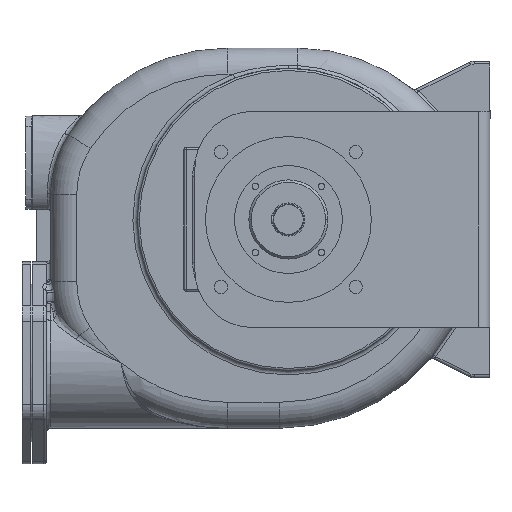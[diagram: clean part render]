
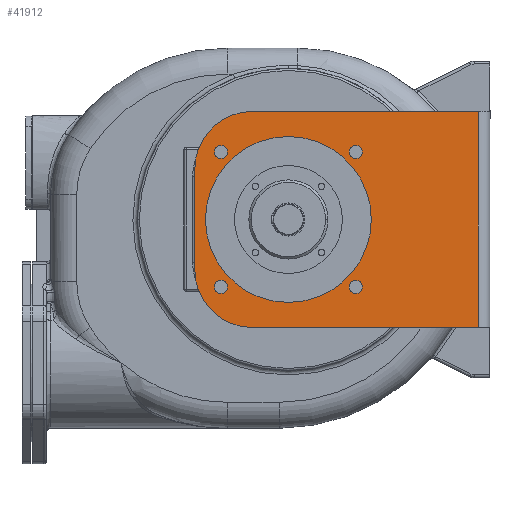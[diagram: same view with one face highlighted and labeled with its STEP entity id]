
A CAD part, left-side view. The second image highlights one B-rep face of the part: STEP entity #41912.
In plain terms, the highlighted planar face has unit normal (-1, 0, 0).
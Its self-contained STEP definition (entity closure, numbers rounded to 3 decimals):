
#15281=DIRECTION('',(0.,0.,1.));
#15282=VECTOR('',#15281,300.);
#15283=CARTESIAN_POINT('',(-552.,16.,-150.));
#15284=LINE('',#15283,#15282);
#15460=CARTESIAN_POINT('',(-552.,330.,-70.));
#15461=DIRECTION('',(1.,0.,0.));
#15462=DIRECTION('',(0.,0.,-1.));
#15463=AXIS2_PLACEMENT_3D('',#15460,#15461,#15462);
#15465=DIRECTION('',(0.,0.,1.));
#15466=VECTOR('',#15465,140.);
#15467=CARTESIAN_POINT('',(-552.,410.,-70.));
#15468=LINE('',#15467,#15466);
#15469=CARTESIAN_POINT('',(-552.,330.,70.));
#15470=DIRECTION('',(1.,0.,0.));
#15471=DIRECTION('',(0.,1.,0.));
#15472=AXIS2_PLACEMENT_3D('',#15469,#15470,#15471);
#15474=DIRECTION('',(0.,-1.,0.));
#15475=VECTOR('',#15474,314.);
#15476=CARTESIAN_POINT('',(-552.,330.,150.));
#15477=LINE('',#15476,#15475);
#15478=DIRECTION('',(0.,1.,0.));
#15479=VECTOR('',#15478,314.);
#15480=CARTESIAN_POINT('',(-552.,16.,-150.));
#15481=LINE('',#15480,#15479);
#15482=CARTESIAN_POINT('',(-552.,280.,0.));
#15483=DIRECTION('',(-1.,0.,0.));
#15484=DIRECTION('',(0.,-1.,0.));
#15485=AXIS2_PLACEMENT_3D('',#15482,#15483,#15484);
#15487=CARTESIAN_POINT('',(-552.,280.,0.));
#15488=DIRECTION('',(-1.,0.,0.));
#15489=DIRECTION('',(0.,1.,0.));
#15490=AXIS2_PLACEMENT_3D('',#15487,#15488,#15489);
#15492=CARTESIAN_POINT('',(-552.,373.692,-93.692));
#15493=DIRECTION('',(-1.,0.,0.));
#15494=DIRECTION('',(0.,-1.,0.));
#15495=AXIS2_PLACEMENT_3D('',#15492,#15493,#15494);
#15497=CARTESIAN_POINT('',(-552.,373.692,-93.692));
#15498=DIRECTION('',(-1.,0.,0.));
#15499=DIRECTION('',(0.,1.,0.));
#15500=AXIS2_PLACEMENT_3D('',#15497,#15498,#15499);
#15502=CARTESIAN_POINT('',(-552.,186.308,-93.692));
#15503=DIRECTION('',(-1.,0.,0.));
#15504=DIRECTION('',(0.,0.,1.));
#15505=AXIS2_PLACEMENT_3D('',#15502,#15503,#15504);
#15507=CARTESIAN_POINT('',(-552.,186.308,-93.692));
#15508=DIRECTION('',(-1.,0.,0.));
#15509=DIRECTION('',(0.,0.,-1.));
#15510=AXIS2_PLACEMENT_3D('',#15507,#15508,#15509);
#15512=CARTESIAN_POINT('',(-552.,186.308,93.692));
#15513=DIRECTION('',(-1.,0.,0.));
#15514=DIRECTION('',(0.,1.,0.));
#15515=AXIS2_PLACEMENT_3D('',#15512,#15513,#15514);
#15517=CARTESIAN_POINT('',(-552.,186.308,93.692));
#15518=DIRECTION('',(-1.,0.,0.));
#15519=DIRECTION('',(0.,-1.,0.));
#15520=AXIS2_PLACEMENT_3D('',#15517,#15518,#15519);
#15522=CARTESIAN_POINT('',(-552.,373.692,93.692));
#15523=DIRECTION('',(-1.,0.,0.));
#15524=DIRECTION('',(0.,0.,-1.));
#15525=AXIS2_PLACEMENT_3D('',#15522,#15523,#15524);
#15527=CARTESIAN_POINT('',(-552.,373.692,93.692));
#15528=DIRECTION('',(-1.,0.,0.));
#15529=DIRECTION('',(0.,0.,1.));
#15530=AXIS2_PLACEMENT_3D('',#15527,#15528,#15529);
#24919=CARTESIAN_POINT('',(-552.,330.,-150.));
#24921=VERTEX_POINT('',#24919);
#24922=CARTESIAN_POINT('',(-552.,164.8,0.));
#24923=CARTESIAN_POINT('',(-552.,395.2,0.));
#24924=VERTEX_POINT('',#24922);
#24925=VERTEX_POINT('',#24923);
#24930=CARTESIAN_POINT('',(-552.,16.,-150.));
#24931=VERTEX_POINT('',#24930);
#24932=CARTESIAN_POINT('',(-552.,16.,150.));
#24933=VERTEX_POINT('',#24932);
#24934=CARTESIAN_POINT('',(-552.,330.,150.));
#24935=VERTEX_POINT('',#24934);
#24982=CARTESIAN_POINT('',(-552.,410.,-70.));
#24983=VERTEX_POINT('',#24982);
#24984=CARTESIAN_POINT('',(-552.,410.,70.));
#24985=VERTEX_POINT('',#24984);
#24986=CARTESIAN_POINT('',(-552.,364.692,-93.692));
#24987=CARTESIAN_POINT('',(-552.,382.692,-93.692));
#24988=VERTEX_POINT('',#24986);
#24989=VERTEX_POINT('',#24987);
#24990=CARTESIAN_POINT('',(-552.,186.308,-84.692));
#24991=CARTESIAN_POINT('',(-552.,186.308,-102.692));
#24992=VERTEX_POINT('',#24990);
#24993=VERTEX_POINT('',#24991);
#24994=CARTESIAN_POINT('',(-552.,195.308,93.692));
#24995=CARTESIAN_POINT('',(-552.,177.308,93.692));
#24996=VERTEX_POINT('',#24994);
#24997=VERTEX_POINT('',#24995);
#24998=CARTESIAN_POINT('',(-552.,373.692,84.692));
#24999=CARTESIAN_POINT('',(-552.,373.692,102.692));
#25000=VERTEX_POINT('',#24998);
#25001=VERTEX_POINT('',#24999);
#41869=CARTESIAN_POINT('',(-552.,280.,0.));
#41870=DIRECTION('',(1.,0.,0.));
#41871=DIRECTION('',(0.,0.,-1.));
#41872=AXIS2_PLACEMENT_3D('',#41869,#41870,#41871);
#41873=PLANE('',#41872);
#41874=ORIENTED_EDGE('',*,*,#41863,.T.);
#41875=ORIENTED_EDGE('',*,*,#41604,.T.);
#41876=ORIENTED_EDGE('',*,*,#41622,.T.);
#41877=ORIENTED_EDGE('',*,*,#41636,.T.);
#41878=ORIENTED_EDGE('',*,*,#41666,.F.);
#41879=ORIENTED_EDGE('',*,*,#41850,.T.);
#41880=EDGE_LOOP('',(#41874,#41875,#41876,#41877,#41878,#41879));
#41881=FACE_OUTER_BOUND('',#41880,.F.);
#41883=ORIENTED_EDGE('',*,*,#41882,.T.);
#41885=ORIENTED_EDGE('',*,*,#41884,.T.);
#41886=EDGE_LOOP('',(#41883,#41885));
#41887=FACE_BOUND('',#41886,.F.);
#41889=ORIENTED_EDGE('',*,*,#41888,.T.);
#41891=ORIENTED_EDGE('',*,*,#41890,.T.);
#41892=EDGE_LOOP('',(#41889,#41891));
#41893=FACE_BOUND('',#41892,.F.);
#41895=ORIENTED_EDGE('',*,*,#41894,.T.);
#41897=ORIENTED_EDGE('',*,*,#41896,.T.);
#41898=EDGE_LOOP('',(#41895,#41897));
#41899=FACE_BOUND('',#41898,.F.);
#41901=ORIENTED_EDGE('',*,*,#41900,.T.);
#41903=ORIENTED_EDGE('',*,*,#41902,.T.);
#41904=EDGE_LOOP('',(#41901,#41903));
#41905=FACE_BOUND('',#41904,.F.);
#41907=ORIENTED_EDGE('',*,*,#41906,.T.);
#41909=ORIENTED_EDGE('',*,*,#41908,.T.);
#41910=EDGE_LOOP('',(#41907,#41909));
#41911=FACE_BOUND('',#41910,.F.);
#41912=ADVANCED_FACE('',(#41881,#41887,#41893,#41899,#41905,#41911),#41873,.F.);
#15464=CIRCLE('',#15463,80.);
#15473=CIRCLE('',#15472,80.);
#15486=CIRCLE('',#15485,115.2);
#15491=CIRCLE('',#15490,115.2);
#15496=CIRCLE('',#15495,9.);
#15501=CIRCLE('',#15500,9.);
#15506=CIRCLE('',#15505,9.);
#15511=CIRCLE('',#15510,9.);
#15516=CIRCLE('',#15515,9.);
#15521=CIRCLE('',#15520,9.);
#15526=CIRCLE('',#15525,9.);
#15531=CIRCLE('',#15530,9.);
#41604=EDGE_CURVE('',#24983,#24985,#15468,.T.);
#41622=EDGE_CURVE('',#24985,#24935,#15473,.T.);
#41636=EDGE_CURVE('',#24935,#24933,#15477,.T.);
#41666=EDGE_CURVE('',#24931,#24933,#15284,.T.);
#41850=EDGE_CURVE('',#24931,#24921,#15481,.T.);
#41863=EDGE_CURVE('',#24921,#24983,#15464,.T.);
#41882=EDGE_CURVE('',#24924,#24925,#15486,.T.);
#41884=EDGE_CURVE('',#24925,#24924,#15491,.T.);
#41888=EDGE_CURVE('',#24988,#24989,#15496,.T.);
#41890=EDGE_CURVE('',#24989,#24988,#15501,.T.);
#41894=EDGE_CURVE('',#24992,#24993,#15506,.T.);
#41896=EDGE_CURVE('',#24993,#24992,#15511,.T.);
#41900=EDGE_CURVE('',#24996,#24997,#15516,.T.);
#41902=EDGE_CURVE('',#24997,#24996,#15521,.T.);
#41906=EDGE_CURVE('',#25000,#25001,#15526,.T.);
#41908=EDGE_CURVE('',#25001,#25000,#15531,.T.);
